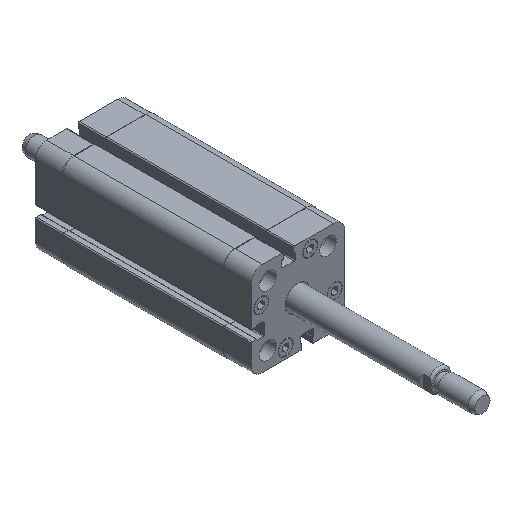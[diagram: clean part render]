
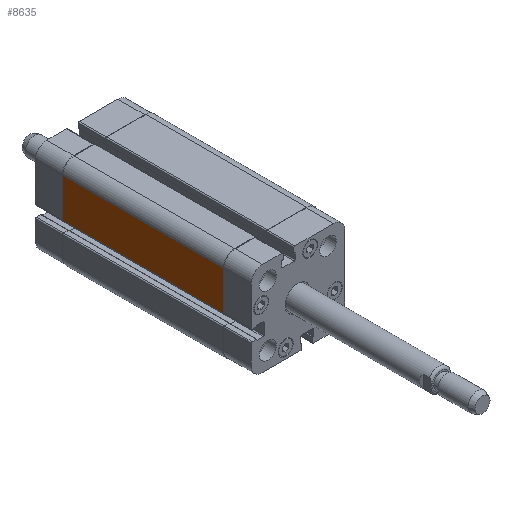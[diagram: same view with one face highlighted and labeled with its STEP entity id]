
A CAD part, isometric view. The second image highlights one B-rep face of the part: STEP entity #8635.
In plain terms, the highlighted planar face has unit normal (-1, 0, 0).
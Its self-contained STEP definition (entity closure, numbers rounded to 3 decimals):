
#6412=CARTESIAN_POINT('',(-25.05,-42.75,19.05));
#6413=VERTEX_POINT('',#6412);
#6421=CARTESIAN_POINT('',(-25.05,-42.75,-1.75));
#6422=VERTEX_POINT('',#6421);
#6423=CARTESIAN_POINT('',(-25.05,-42.75,-1.75));
#6424=DIRECTION('',(0.0,0.0,1.0));
#6425=VECTOR('',#6424,20.8);
#6426=LINE('',#6423,#6425);
#6427=EDGE_CURVE('',#6422,#6413,#6426,.T.);
#8198=CARTESIAN_POINT('',(-25.05,42.75,-1.75));
#8199=VERTEX_POINT('',#8198);
#8207=CARTESIAN_POINT('',(-25.05,42.75,19.05));
#8208=VERTEX_POINT('',#8207);
#8209=CARTESIAN_POINT('',(-25.05,42.75,19.05));
#8210=DIRECTION('',(0.0,0.0,-1.0));
#8211=VECTOR('',#8210,20.8);
#8212=LINE('',#8209,#8211);
#8213=EDGE_CURVE('',#8208,#8199,#8212,.T.);
#8608=CARTESIAN_POINT('',(-25.05,-42.75,19.05));
#8609=DIRECTION('',(0.0,1.0,0.0));
#8610=VECTOR('',#8609,85.5);
#8611=LINE('',#8608,#8610);
#8612=EDGE_CURVE('',#6413,#8208,#8611,.T.);
#8619=CARTESIAN_POINT('',(-25.05,0.0,19.05));
#8620=DIRECTION('',(-1.0,0.0,0.0));
#8621=DIRECTION('',(0.0,0.0,1.0));
#8622=AXIS2_PLACEMENT_3D('',#8619,#8620,#8621);
#8623=PLANE('',#8622);
#8624=ORIENTED_EDGE('',*,*,#8213,.T.);
#8625=CARTESIAN_POINT('',(-25.05,-42.75,-1.75));
#8626=DIRECTION('',(0.0,1.0,0.0));
#8627=VECTOR('',#8626,85.5);
#8628=LINE('',#8625,#8627);
#8629=EDGE_CURVE('',#6422,#8199,#8628,.T.);
#8630=ORIENTED_EDGE('',*,*,#8629,.F.);
#8631=ORIENTED_EDGE('',*,*,#6427,.T.);
#8632=ORIENTED_EDGE('',*,*,#8612,.T.);
#8633=EDGE_LOOP('',(#8624,#8630,#8631,#8632));
#8634=FACE_OUTER_BOUND('',#8633,.T.);
#8635=ADVANCED_FACE('',(#8634),#8623,.T.);
